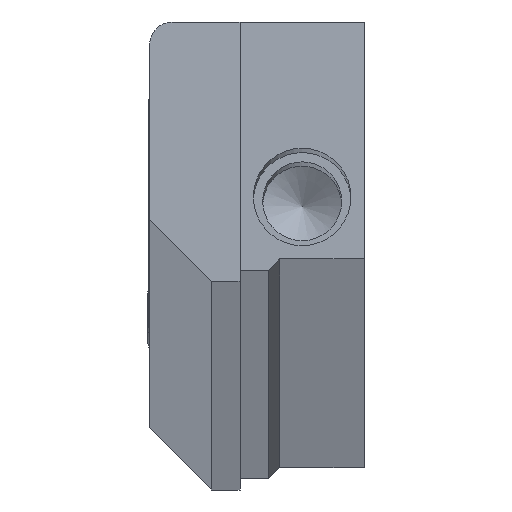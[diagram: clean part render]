
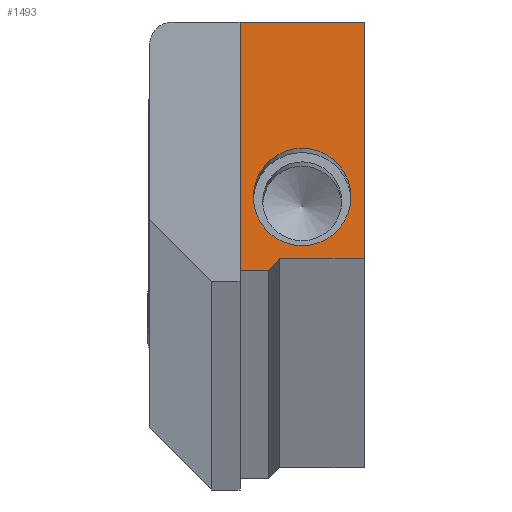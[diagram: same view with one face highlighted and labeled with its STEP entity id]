
A CAD part, top view. The second image highlights one B-rep face of the part: STEP entity #1493.
In plain terms, the highlighted face is planar.
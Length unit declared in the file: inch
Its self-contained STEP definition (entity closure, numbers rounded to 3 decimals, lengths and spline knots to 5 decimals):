
#87=LINE('',#2391,#133);
#91=LINE('',#2491,#137);
#95=LINE('',#2499,#141);
#98=LINE('',#2504,#144);
#100=LINE('',#2508,#146);
#103=LINE('',#2513,#149);
#133=VECTOR('',#1909,0.3937);
#137=VECTOR('',#2029,0.3937);
#141=VECTOR('',#2035,0.3937);
#144=VECTOR('',#2040,0.3937);
#146=VECTOR('',#2044,0.3937);
#149=VECTOR('',#2049,0.3937);
#187=PLANE('',#1719);
#293=FACE_BOUND('',#564,.T.);
#402=FACE_OUTER_BOUND('',#563,.T.);
#563=EDGE_LOOP('',(#1212,#1213,#1214,#1215,#1216,#1217));
#564=EDGE_LOOP('',(#1218));
#704=CIRCLE('',#1651,0.27);
#809=VERTEX_POINT('',#2380);
#812=VERTEX_POINT('',#2389);
#813=VERTEX_POINT('',#2390);
#850=VERTEX_POINT('',#2489);
#851=VERTEX_POINT('',#2490);
#854=VERTEX_POINT('',#2498);
#856=VERTEX_POINT('',#2507);
#948=EDGE_CURVE('',#809,#809,#704,.T.);
#951=EDGE_CURVE('',#812,#813,#87,.T.);
#989=EDGE_CURVE('',#850,#851,#91,.T.);
#993=EDGE_CURVE('',#851,#854,#95,.T.);
#996=EDGE_CURVE('',#854,#812,#98,.T.);
#998=EDGE_CURVE('',#813,#856,#100,.T.);
#1001=EDGE_CURVE('',#856,#850,#103,.T.);
#1212=ORIENTED_EDGE('',*,*,#989,.F.);
#1213=ORIENTED_EDGE('',*,*,#1001,.F.);
#1214=ORIENTED_EDGE('',*,*,#998,.F.);
#1215=ORIENTED_EDGE('',*,*,#951,.F.);
#1216=ORIENTED_EDGE('',*,*,#996,.F.);
#1217=ORIENTED_EDGE('',*,*,#993,.F.);
#1218=ORIENTED_EDGE('',*,*,#948,.T.);
#1493=ADVANCED_FACE('',(#402,#293),#187,.T.);
#1651=AXIS2_PLACEMENT_3D('',#2381,#1897,#1898);
#1719=AXIS2_PLACEMENT_3D('',#2515,#2051,#2052);
#1897=DIRECTION('center_axis',(0.,0.,-1.));
#1898=DIRECTION('ref_axis',(1.,0.,0.));
#1909=DIRECTION('',(0.,-1.,0.));
#2029=DIRECTION('',(-1.,0.,0.));
#2035=DIRECTION('',(0.,1.,0.));
#2040=DIRECTION('',(1.,0.,0.));
#2044=DIRECTION('',(-1.,0.,0.));
#2049=DIRECTION('',(-0.707,-0.707,0.));
#2051=DIRECTION('center_axis',(0.,0.,1.));
#2052=DIRECTION('ref_axis',(1.,0.,0.));
#2380=CARTESIAN_POINT('',(0.583,0.03125,24.));
#2381=CARTESIAN_POINT('Origin',(0.313,0.03125,24.));
#2389=CARTESIAN_POINT('',(0.65675,1.,24.));
#2390=CARTESIAN_POINT('',(0.65675,-0.3125,24.));
#2391=CARTESIAN_POINT('',(0.65675,1.,24.));
#2489=CARTESIAN_POINT('',(0.125,-0.375,24.));
#2490=CARTESIAN_POINT('',(-0.03125,-0.375,24.));
#2491=CARTESIAN_POINT('',(0.125,-0.375,24.));
#2498=CARTESIAN_POINT('',(-0.03125,1.,24.));
#2499=CARTESIAN_POINT('',(-0.03125,-0.375,24.));
#2504=CARTESIAN_POINT('',(-0.03125,1.,24.));
#2507=CARTESIAN_POINT('',(0.1875,-0.3125,24.));
#2508=CARTESIAN_POINT('',(0.65675,-0.3125,24.));
#2513=CARTESIAN_POINT('',(0.1875,-0.3125,24.));
#2515=CARTESIAN_POINT('Origin',(0.3065,0.32602,24.));
